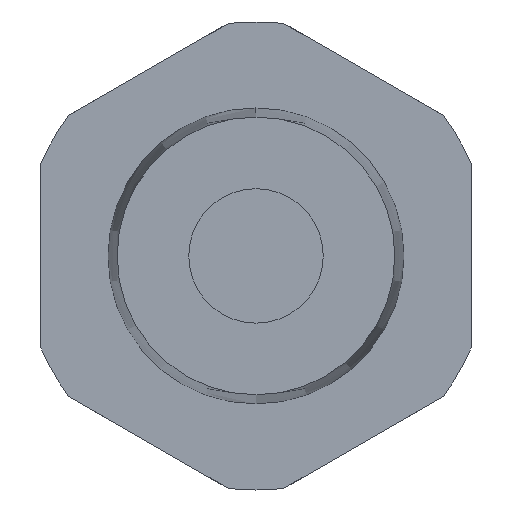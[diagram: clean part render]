
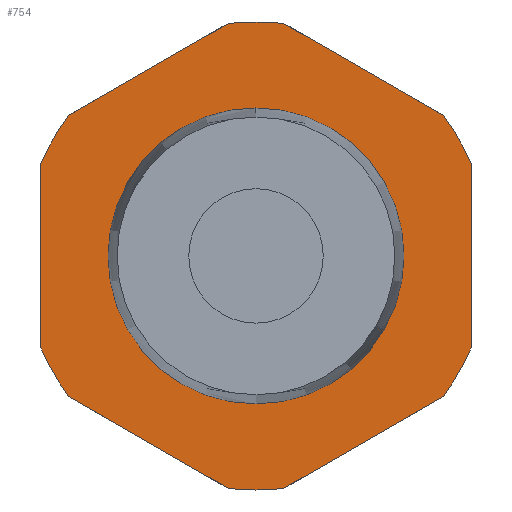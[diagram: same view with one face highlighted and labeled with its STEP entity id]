
A CAD part, front view. The second image highlights one B-rep face of the part: STEP entity #754.
In plain terms, the highlighted planar face has unit normal (0, -1, 0).
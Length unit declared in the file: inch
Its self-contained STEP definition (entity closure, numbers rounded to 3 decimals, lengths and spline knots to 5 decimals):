
#99 = LINE ( 'NONE', #2228, #832 ) ;
#101 = EDGE_CURVE ( 'NONE', #270, #1796, #99, .T. ) ;
#102 = CIRCLE ( 'NONE', #3278, 0.435 ) ;
#130 = CARTESIAN_POINT ( 'NONE',  ( -0.4, 0., -0.23094 ) ) ;
#138 = FACE_BOUND ( 'NONE', #173, .T. ) ;
#173 = EDGE_LOOP ( 'NONE', ( #466, #1512 ) ) ;
#218 = CARTESIAN_POINT ( 'NONE',  ( 0.4, 0., 0.23094 ) ) ;
#270 = VERTEX_POINT ( 'NONE', #3054 ) ;
#309 = VERTEX_POINT ( 'NONE', #335 ) ;
#335 = CARTESIAN_POINT ( 'NONE',  ( 0., 0., 0.275 ) ) ;
#338 = LINE ( 'NONE', #3010, #3157 ) ;
#392 = ORIENTED_EDGE ( 'NONE', *, *, #2376, .T. ) ;
#400 = VECTOR ( 'NONE', #2594, 39.37008 ) ;
#466 = ORIENTED_EDGE ( 'NONE', *, *, #1397, .F. ) ;
#538 = CARTESIAN_POINT ( 'NONE',  ( 0., 0., 0. ) ) ;
#543 = CARTESIAN_POINT ( 'NONE',  ( 0., 0., 0. ) ) ;
#554 = EDGE_CURVE ( 'NONE', #3290, #3345, #579, .T. ) ;
#560 = ORIENTED_EDGE ( 'NONE', *, *, #2463, .F. ) ;
#579 = CIRCLE ( 'NONE', #961, 0.435 ) ;
#607 = AXIS2_PLACEMENT_3D ( 'NONE', #2389, #750, #2669 ) ;
#611 = ORIENTED_EDGE ( 'NONE', *, *, #2242, .T. ) ;
#640 = DIRECTION ( 'NONE',  ( 0., -1., 0. ) ) ;
#654 = VECTOR ( 'NONE', #2597, 39.37008 ) ;
#672 = CARTESIAN_POINT ( 'NONE',  ( -0.34805, 0., -0.26093 ) ) ;
#701 = DIRECTION ( 'NONE',  ( 0., -1., 0. ) ) ;
#716 = VECTOR ( 'NONE', #2343, 39.37008 ) ;
#750 = DIRECTION ( 'NONE',  ( 0., -1., 0. ) ) ;
#754 = ADVANCED_FACE ( 'NONE', ( #138, #1591 ), #3536, .F. ) ;
#785 = CARTESIAN_POINT ( 'NONE',  ( 0., 0., 0. ) ) ;
#794 = AXIS2_PLACEMENT_3D ( 'NONE', #2958, #1322, #3248 ) ;
#795 = ORIENTED_EDGE ( 'NONE', *, *, #1944, .F. ) ;
#810 = DIRECTION ( 'NONE',  ( 0., 0., -1. ) ) ;
#820 = CARTESIAN_POINT ( 'NONE',  ( -0.4, 0., 0.17095 ) ) ;
#832 = VECTOR ( 'NONE', #3029, 39.37008 ) ;
#932 = VERTEX_POINT ( 'NONE', #2609 ) ;
#943 = CARTESIAN_POINT ( 'NONE',  ( 0., 0., 0.46188 ) ) ;
#961 = AXIS2_PLACEMENT_3D ( 'NONE', #1380, #3301, #1647 ) ;
#978 = CARTESIAN_POINT ( 'NONE',  ( 0.34805, 0., 0.26093 ) ) ;
#1023 = DIRECTION ( 'NONE',  ( 0., 0., -1. ) ) ;
#1057 = DIRECTION ( 'NONE',  ( 0., 0., -1. ) ) ;
#1102 = CARTESIAN_POINT ( 'NONE',  ( 0.34805, 0., -0.26093 ) ) ;
#1148 = AXIS2_PLACEMENT_3D ( 'NONE', #785, #2705, #1057 ) ;
#1157 = ORIENTED_EDGE ( 'NONE', *, *, #3004, .F. ) ;
#1236 = CARTESIAN_POINT ( 'NONE',  ( 0.4, 0., 0.17095 ) ) ;
#1322 = DIRECTION ( 'NONE',  ( 0., -1., 0. ) ) ;
#1331 = DIRECTION ( 'NONE',  ( 0., -1., 0. ) ) ;
#1352 = VECTOR ( 'NONE', #1023, 39.37008 ) ;
#1380 = CARTESIAN_POINT ( 'NONE',  ( 0., 0., 0. ) ) ;
#1397 = EDGE_CURVE ( 'NONE', #2178, #309, #2464, .T. ) ;
#1456 = ORIENTED_EDGE ( 'NONE', *, *, #1694, .T. ) ;
#1512 = ORIENTED_EDGE ( 'NONE', *, *, #3391, .F. ) ;
#1568 = CARTESIAN_POINT ( 'NONE',  ( -0.34805, 0., 0.26093 ) ) ;
#1591 = FACE_OUTER_BOUND ( 'NONE', #1679, .T. ) ;
#1614 = CIRCLE ( 'NONE', #1148, 0.435 ) ;
#1621 = CARTESIAN_POINT ( 'NONE',  ( 0., 0., 0. ) ) ;
#1647 = DIRECTION ( 'NONE',  ( 0., 0., -1. ) ) ;
#1649 = ORIENTED_EDGE ( 'NONE', *, *, #3366, .T. ) ;
#1677 = VERTEX_POINT ( 'NONE', #3076 ) ;
#1679 = EDGE_LOOP ( 'NONE', ( #2262, #2467, #1649, #611, #3236, #1456, #795, #2821, #1157, #392, #560, #1814, #2891 ) ) ;
#1693 = AXIS2_PLACEMENT_3D ( 'NONE', #543, #2451, #810 ) ;
#1694 = EDGE_CURVE ( 'NONE', #3554, #1677, #2682, .T. ) ;
#1796 = VERTEX_POINT ( 'NONE', #672 ) ;
#1814 = ORIENTED_EDGE ( 'NONE', *, *, #3469, .T. ) ;
#1899 = DIRECTION ( 'NONE',  ( 0., 0., -1. ) ) ;
#1911 = AXIS2_PLACEMENT_3D ( 'NONE', #2971, #1331, #3260 ) ;
#1924 = VERTEX_POINT ( 'NONE', #1568 ) ;
#1944 = EDGE_CURVE ( 'NONE', #3290, #1677, #2070, .T. ) ;
#1992 = CARTESIAN_POINT ( 'NONE',  ( 0., 0., -0.435 ) ) ;
#2060 = CARTESIAN_POINT ( 'NONE',  ( 0.4, 0., -0.23094 ) ) ;
#2070 = LINE ( 'NONE', #218, #1352 ) ;
#2178 = VERTEX_POINT ( 'NONE', #3119 ) ;
#2228 = CARTESIAN_POINT ( 'NONE',  ( 0., 0., -0.46188 ) ) ;
#2242 = EDGE_CURVE ( 'NONE', #3175, #2533, #102, .T. ) ;
#2262 = ORIENTED_EDGE ( 'NONE', *, *, #3413, .T. ) ;
#2269 = CARTESIAN_POINT ( 'NONE',  ( 0., 0., 0. ) ) ;
#2334 = CARTESIAN_POINT ( 'NONE',  ( 0., 0., 0. ) ) ;
#2343 = DIRECTION ( 'NONE',  ( -0.866, 0., -0.5 ) ) ;
#2376 = EDGE_CURVE ( 'NONE', #3202, #2850, #3400, .T. ) ;
#2389 = CARTESIAN_POINT ( 'NONE',  ( 0., 0., 0. ) ) ;
#2409 = LINE ( 'NONE', #130, #400 ) ;
#2429 = VERTEX_POINT ( 'NONE', #820 ) ;
#2438 = CIRCLE ( 'NONE', #607, 0.435 ) ;
#2444 = DIRECTION ( 'NONE',  ( 0., 1., 0. ) ) ;
#2451 = DIRECTION ( 'NONE',  ( 0., -1., 0. ) ) ;
#2463 = EDGE_CURVE ( 'NONE', #1924, #2850, #338, .T. ) ;
#2464 = CIRCLE ( 'NONE', #3039, 0.275 ) ;
#2467 = ORIENTED_EDGE ( 'NONE', *, *, #101, .F. ) ;
#2533 = VERTEX_POINT ( 'NONE', #3397 ) ;
#2539 = DIRECTION ( 'NONE',  ( 0., 0., 1. ) ) ;
#2552 = DIRECTION ( 'NONE',  ( 0., 0., -1. ) ) ;
#2594 = DIRECTION ( 'NONE',  ( 0., 0., 1. ) ) ;
#2597 = DIRECTION ( 'NONE',  ( 0.866, 0., -0.5 ) ) ;
#2604 = AXIS2_PLACEMENT_3D ( 'NONE', #2269, #640, #2552 ) ;
#2609 = CARTESIAN_POINT ( 'NONE',  ( -0.4, 0., -0.17095 ) ) ;
#2617 = DIRECTION ( 'NONE',  ( 0., 0., -1. ) ) ;
#2632 = EDGE_CURVE ( 'NONE', #3554, #2533, #2897, .T. ) ;
#2669 = DIRECTION ( 'NONE',  ( 0., 0., -1. ) ) ;
#2682 = CIRCLE ( 'NONE', #2604, 0.435 ) ;
#2705 = DIRECTION ( 'NONE',  ( 0., -1., 0. ) ) ;
#2821 = ORIENTED_EDGE ( 'NONE', *, *, #554, .T. ) ;
#2850 = VERTEX_POINT ( 'NONE', #3508 ) ;
#2861 = CARTESIAN_POINT ( 'NONE',  ( 0.05195, 0., 0.43189 ) ) ;
#2891 = ORIENTED_EDGE ( 'NONE', *, *, #3218, .F. ) ;
#2897 = LINE ( 'NONE', #2060, #716 ) ;
#2919 = LINE ( 'NONE', #943, #654 ) ;
#2958 = CARTESIAN_POINT ( 'NONE',  ( 0., 0., 0. ) ) ;
#2971 = CARTESIAN_POINT ( 'NONE',  ( 0., 0., 0. ) ) ;
#2991 = CIRCLE ( 'NONE', #1693, 0.435 ) ;
#3004 = EDGE_CURVE ( 'NONE', #3202, #3345, #2919, .T. ) ;
#3010 = CARTESIAN_POINT ( 'NONE',  ( -0.4, 0., 0.23094 ) ) ;
#3029 = DIRECTION ( 'NONE',  ( -0.866, 0., 0.5 ) ) ;
#3039 = AXIS2_PLACEMENT_3D ( 'NONE', #1621, #3552, #1899 ) ;
#3054 = CARTESIAN_POINT ( 'NONE',  ( -0.05195, 0., -0.43189 ) ) ;
#3071 = CIRCLE ( 'NONE', #794, 0.275 ) ;
#3076 = CARTESIAN_POINT ( 'NONE',  ( 0.4, 0., -0.17095 ) ) ;
#3110 = DIRECTION ( 'NONE',  ( 0.866, 0., 0.5 ) ) ;
#3119 = CARTESIAN_POINT ( 'NONE',  ( 0., 0., -0.275 ) ) ;
#3157 = VECTOR ( 'NONE', #3110, 39.37008 ) ;
#3175 = VERTEX_POINT ( 'NONE', #1992 ) ;
#3202 = VERTEX_POINT ( 'NONE', #2861 ) ;
#3218 = EDGE_CURVE ( 'NONE', #932, #2429, #2409, .T. ) ;
#3236 = ORIENTED_EDGE ( 'NONE', *, *, #2632, .F. ) ;
#3248 = DIRECTION ( 'NONE',  ( 0., 0., -1. ) ) ;
#3260 = DIRECTION ( 'NONE',  ( 0., 0., -1. ) ) ;
#3278 = AXIS2_PLACEMENT_3D ( 'NONE', #2334, #701, #2617 ) ;
#3290 = VERTEX_POINT ( 'NONE', #1236 ) ;
#3301 = DIRECTION ( 'NONE',  ( 0., -1., 0. ) ) ;
#3345 = VERTEX_POINT ( 'NONE', #978 ) ;
#3366 = EDGE_CURVE ( 'NONE', #270, #3175, #2438, .T. ) ;
#3391 = EDGE_CURVE ( 'NONE', #309, #2178, #3071, .T. ) ;
#3397 = CARTESIAN_POINT ( 'NONE',  ( 0.05195, 0., -0.43189 ) ) ;
#3400 = CIRCLE ( 'NONE', #1911, 0.435 ) ;
#3413 = EDGE_CURVE ( 'NONE', #932, #1796, #1614, .T. ) ;
#3469 = EDGE_CURVE ( 'NONE', #1924, #2429, #2991, .T. ) ;
#3508 = CARTESIAN_POINT ( 'NONE',  ( -0.05195, 0., 0.43189 ) ) ;
#3536 = PLANE ( 'NONE',  #3548 ) ;
#3548 = AXIS2_PLACEMENT_3D ( 'NONE', #538, #2444, #2539 ) ;
#3552 = DIRECTION ( 'NONE',  ( 0., -1., 0. ) ) ;
#3554 = VERTEX_POINT ( 'NONE', #1102 ) ;
